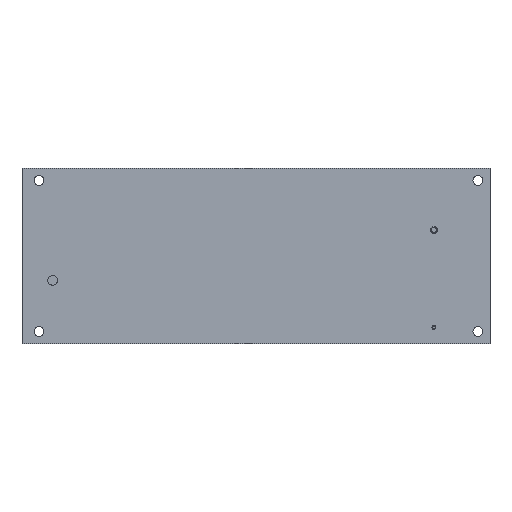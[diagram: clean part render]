
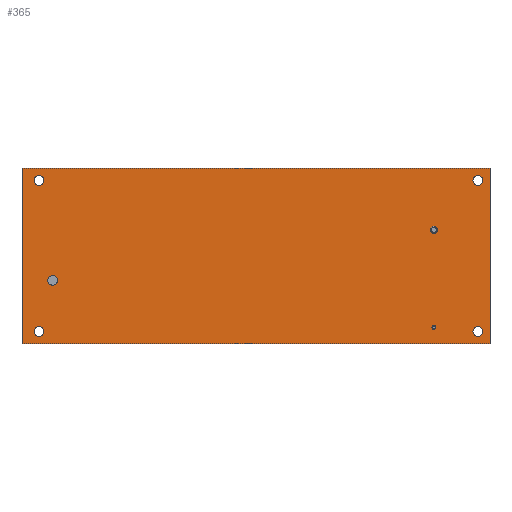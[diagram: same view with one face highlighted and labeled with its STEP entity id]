
A CAD part, top view. The second image highlights one B-rep face of the part: STEP entity #365.
In plain terms, the highlighted planar face has unit normal (0, 0, 1).
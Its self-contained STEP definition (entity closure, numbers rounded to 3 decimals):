
#56 = VERTEX_POINT('',#57);
#57 = CARTESIAN_POINT('',(0.,0.,0.411));
#63 = EDGE_CURVE('',#56,#64,#66,.T.);
#64 = VERTEX_POINT('',#65);
#65 = CARTESIAN_POINT('',(0.,36.,0.411));
#66 = LINE('',#67,#68);
#67 = CARTESIAN_POINT('',(0.,0.,0.411));
#68 = VECTOR('',#69,1.);
#69 = DIRECTION('',(0.,1.,0.));
#94 = EDGE_CURVE('',#64,#95,#97,.T.);
#95 = VERTEX_POINT('',#96);
#96 = CARTESIAN_POINT('',(96.,36.,0.411));
#97 = LINE('',#98,#99);
#98 = CARTESIAN_POINT('',(0.,36.,0.411));
#99 = VECTOR('',#100,1.);
#100 = DIRECTION('',(1.,0.,0.));
#125 = EDGE_CURVE('',#95,#126,#128,.T.);
#126 = VERTEX_POINT('',#127);
#127 = CARTESIAN_POINT('',(96.,0.,0.411));
#128 = LINE('',#129,#130);
#129 = CARTESIAN_POINT('',(96.,36.,0.411));
#130 = VECTOR('',#131,1.);
#131 = DIRECTION('',(0.,-1.,0.));
#156 = EDGE_CURVE('',#126,#56,#157,.T.);
#157 = LINE('',#158,#159);
#158 = CARTESIAN_POINT('',(96.,0.,0.411));
#159 = VECTOR('',#160,1.);
#160 = DIRECTION('',(-1.,0.,0.));
#180 = VERTEX_POINT('',#181);
#181 = CARTESIAN_POINT('',(4.5,2.5,0.411));
#187 = EDGE_CURVE('',#180,#180,#188,.T.);
#188 = CIRCLE('',#189,1.);
#189 = AXIS2_PLACEMENT_3D('',#190,#191,#192);
#190 = CARTESIAN_POINT('',(3.5,2.5,0.411));
#191 = DIRECTION('',(0.,0.,1.));
#192 = DIRECTION('',(1.,0.,0.));
#213 = VERTEX_POINT('',#214);
#214 = CARTESIAN_POINT('',(4.5,33.5,0.411));
#220 = EDGE_CURVE('',#213,#213,#221,.T.);
#221 = CIRCLE('',#222,1.);
#222 = AXIS2_PLACEMENT_3D('',#223,#224,#225);
#223 = CARTESIAN_POINT('',(3.5,33.5,0.411));
#224 = DIRECTION('',(0.,0.,1.));
#225 = DIRECTION('',(1.,0.,0.));
#246 = VERTEX_POINT('',#247);
#247 = CARTESIAN_POINT('',(94.5,2.5,0.411));
#253 = EDGE_CURVE('',#246,#246,#254,.T.);
#254 = CIRCLE('',#255,1.);
#255 = AXIS2_PLACEMENT_3D('',#256,#257,#258);
#256 = CARTESIAN_POINT('',(93.5,2.5,0.411));
#257 = DIRECTION('',(0.,0.,1.));
#258 = DIRECTION('',(1.,0.,0.));
#279 = VERTEX_POINT('',#280);
#280 = CARTESIAN_POINT('',(7.3,13.,0.411));
#286 = EDGE_CURVE('',#279,#279,#287,.T.);
#287 = CIRCLE('',#288,1.);
#288 = AXIS2_PLACEMENT_3D('',#289,#290,#291);
#289 = CARTESIAN_POINT('',(6.3,13.,0.411));
#290 = DIRECTION('',(0.,0.,1.));
#291 = DIRECTION('',(1.,0.,0.));
#312 = VERTEX_POINT('',#313);
#313 = CARTESIAN_POINT('',(94.5,33.5,0.411));
#319 = EDGE_CURVE('',#312,#312,#320,.T.);
#320 = CIRCLE('',#321,1.);
#321 = AXIS2_PLACEMENT_3D('',#322,#323,#324);
#322 = CARTESIAN_POINT('',(93.5,33.5,0.411));
#323 = DIRECTION('',(0.,0.,1.));
#324 = DIRECTION('',(1.,0.,0.));
#365 = ADVANCED_FACE('',(#366,#372,#375,#378,#381,#384),#387,.T.);
#366 = FACE_BOUND('',#367,.F.);
#367 = EDGE_LOOP('',(#368,#369,#370,#371));
#368 = ORIENTED_EDGE('',*,*,#63,.T.);
#369 = ORIENTED_EDGE('',*,*,#94,.T.);
#370 = ORIENTED_EDGE('',*,*,#125,.T.);
#371 = ORIENTED_EDGE('',*,*,#156,.T.);
#372 = FACE_BOUND('',#373,.T.);
#373 = EDGE_LOOP('',(#374));
#374 = ORIENTED_EDGE('',*,*,#187,.F.);
#375 = FACE_BOUND('',#376,.T.);
#376 = EDGE_LOOP('',(#377));
#377 = ORIENTED_EDGE('',*,*,#220,.F.);
#378 = FACE_BOUND('',#379,.T.);
#379 = EDGE_LOOP('',(#380));
#380 = ORIENTED_EDGE('',*,*,#253,.F.);
#381 = FACE_BOUND('',#382,.T.);
#382 = EDGE_LOOP('',(#383));
#383 = ORIENTED_EDGE('',*,*,#286,.F.);
#384 = FACE_BOUND('',#385,.T.);
#385 = EDGE_LOOP('',(#386));
#386 = ORIENTED_EDGE('',*,*,#319,.F.);
#387 = PLANE('',#388);
#388 = AXIS2_PLACEMENT_3D('',#389,#390,#391);
#389 = CARTESIAN_POINT('',(0.,0.,0.411));
#390 = DIRECTION('',(0.,0.,1.));
#391 = DIRECTION('',(1.,0.,0.));
